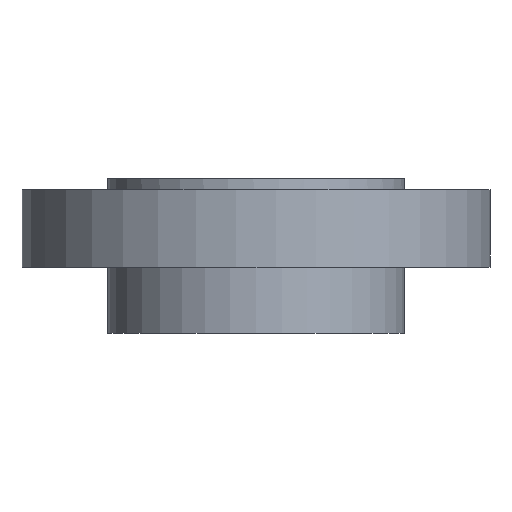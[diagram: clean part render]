
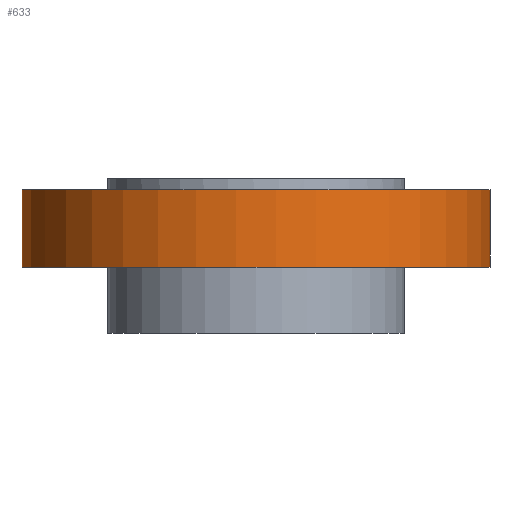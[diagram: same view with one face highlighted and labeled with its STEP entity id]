
A CAD part, front view. The second image highlights one B-rep face of the part: STEP entity #633.
In plain terms, the highlighted cylindrical face has radius 21.3 mm (diameter 42.6 mm), a partial arc.
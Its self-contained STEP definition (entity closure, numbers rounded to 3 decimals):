
#42=CYLINDRICAL_SURFACE('',#731,21.3);
#79=FACE_OUTER_BOUND('',#124,.T.);
#124=EDGE_LOOP('',(#564,#565,#566,#567));
#140=CIRCLE('',#675,21.3);
#166=CIRCLE('',#714,21.3);
#195=LINE('',#1020,#237);
#198=LINE('',#1026,#240);
#237=VECTOR('',#805,10.);
#240=VECTOR('',#810,10.);
#283=VERTEX_POINT('',#1018);
#284=VERTEX_POINT('',#1019);
#285=VERTEX_POINT('',#1024);
#286=VERTEX_POINT('',#1025);
#350=EDGE_CURVE('',#283,#284,#195,.T.);
#353=EDGE_CURVE('',#285,#286,#198,.T.);
#356=EDGE_CURVE('',#284,#285,#140,.T.);
#393=EDGE_CURVE('',#283,#286,#166,.T.);
#564=ORIENTED_EDGE('',*,*,#350,.T.);
#565=ORIENTED_EDGE('',*,*,#356,.T.);
#566=ORIENTED_EDGE('',*,*,#353,.T.);
#567=ORIENTED_EDGE('',*,*,#393,.F.);
#633=ADVANCED_FACE('',(#79),#42,.T.);
#675=AXIS2_PLACEMENT_3D('',#1030,#815,#816);
#714=AXIS2_PLACEMENT_3D('',#1103,#904,#905);
#731=AXIS2_PLACEMENT_3D('',#1128,#941,#942);
#805=DIRECTION('',(0.,0.,-1.));
#810=DIRECTION('',(0.,0.,1.));
#815=DIRECTION('center_axis',(0.,0.,1.));
#816=DIRECTION('ref_axis',(1.,0.,0.));
#904=DIRECTION('center_axis',(0.,0.,1.));
#905=DIRECTION('ref_axis',(1.,0.,0.));
#941=DIRECTION('center_axis',(0.,0.,1.));
#942=DIRECTION('ref_axis',(0.,-1.,0.));
#1018=CARTESIAN_POINT('',(-2.911,21.1,13.));
#1019=CARTESIAN_POINT('',(-2.911,21.1,6.));
#1020=CARTESIAN_POINT('',(-2.911,21.1,0.));
#1024=CARTESIAN_POINT('',(2.911,21.1,6.));
#1025=CARTESIAN_POINT('',(2.911,21.1,13.));
#1026=CARTESIAN_POINT('',(2.911,21.1,0.));
#1030=CARTESIAN_POINT('Origin',(0.,0.,6.));
#1103=CARTESIAN_POINT('Origin',(0.,0.,13.));
#1128=CARTESIAN_POINT('Origin',(0.,0.,0.));
